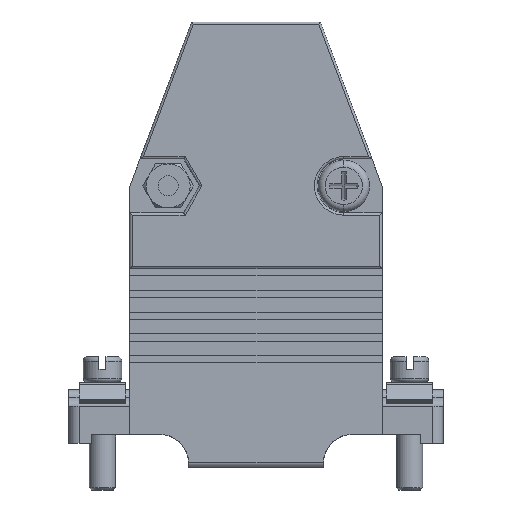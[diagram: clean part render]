
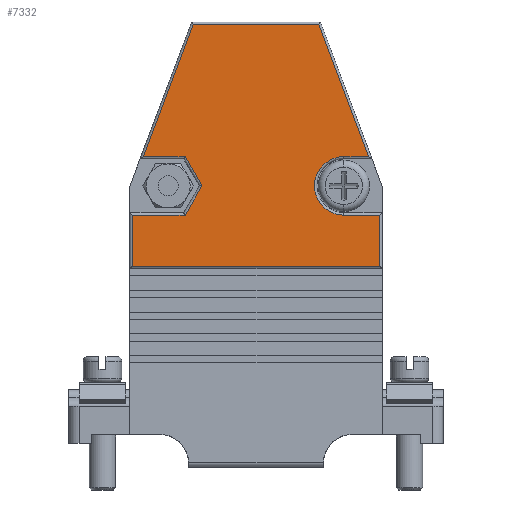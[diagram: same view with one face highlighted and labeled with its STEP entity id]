
A CAD part, front view. The second image highlights one B-rep face of the part: STEP entity #7332.
In plain terms, the highlighted face is planar.
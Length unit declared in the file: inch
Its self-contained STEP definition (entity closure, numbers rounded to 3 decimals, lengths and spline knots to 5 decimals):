
#247 = ORIENTED_EDGE ( 'NONE', *, *, #3263, .T. ) ;
#285 = LINE ( 'NONE', #1411, #476 ) ;
#397 = CARTESIAN_POINT ( 'NONE',  ( 0.99093, 0.31102, -0.575 ) ) ;
#476 = VECTOR ( 'NONE', #2564, 39.37008 ) ;
#567 = ORIENTED_EDGE ( 'NONE', *, *, #3323, .T. ) ;
#648 = CARTESIAN_POINT ( 'NONE',  ( -0.73539, 0.31102, -1.25086 ) ) ;
#745 = ORIENTED_EDGE ( 'NONE', *, *, #3914, .T. ) ;
#752 = ORIENTED_EDGE ( 'NONE', *, *, #3275, .T. ) ;
#757 = VERTEX_POINT ( 'NONE', #5074 ) ;
#801 = VERTEX_POINT ( 'NONE', #7584 ) ;
#865 = DIRECTION ( 'NONE',  ( 0., 0., -1. ) ) ;
#871 = DIRECTION ( 'NONE',  ( 0., 0., -1. ) ) ;
#917 = CARTESIAN_POINT ( 'NONE',  ( 0.99093, 0.31102, -0.01 ) ) ;
#944 = CARTESIAN_POINT ( 'NONE',  ( 0.529, 0.31102, -1.043 ) ) ;
#997 = LINE ( 'NONE', #917, #4547 ) ;
#1012 = ORIENTED_EDGE ( 'NONE', *, *, #2870, .T. ) ;
#1099 = DIRECTION ( 'NONE',  ( 0.5, 0., -0.866 ) ) ;
#1211 = VECTOR ( 'NONE', #1560, 39.37008 ) ;
#1271 = DIRECTION ( 'NONE',  ( 0.352, 0., 0.936 ) ) ;
#1295 = ORIENTED_EDGE ( 'NONE', *, *, #2565, .T. ) ;
#1308 = VECTOR ( 'NONE', #4539, 39.37008 ) ;
#1396 = DIRECTION ( 'NONE',  ( -1., 0., 0. ) ) ;
#1411 = CARTESIAN_POINT ( 'NONE',  ( 0.99093, 0.31102, -0.825 ) ) ;
#1437 = LINE ( 'NONE', #5506, #5051 ) ;
#1560 = DIRECTION ( 'NONE',  ( 0., 0., 1. ) ) ;
#1634 = EDGE_CURVE ( 'NONE', #2300, #4046, #5124, .T. ) ;
#1825 = VECTOR ( 'NONE', #5706, 39.37008 ) ;
#1935 = AXIS2_PLACEMENT_3D ( 'NONE', #6736, #4455, #7351 ) ;
#1949 = VECTOR ( 'NONE', #3237, 39.37008 ) ;
#1965 = VECTOR ( 'NONE', #6167, 39.37008 ) ;
#2065 = VECTOR ( 'NONE', #1271, 39.37008 ) ;
#2094 = DIRECTION ( 'NONE',  ( 0.352, 0., -0.936 ) ) ;
#2144 = CARTESIAN_POINT ( 'NONE',  ( -0.09932, 0.31102, -1.27155 ) ) ;
#2300 = VERTEX_POINT ( 'NONE', #6427 ) ;
#2420 = CARTESIAN_POINT ( 'NONE',  ( 0.48086, 0.31102, -0.575 ) ) ;
#2564 = DIRECTION ( 'NONE',  ( 1., 0., 0. ) ) ;
#2565 = EDGE_CURVE ( 'NONE', #4529, #5089, #3422, .T. ) ;
#2592 = LINE ( 'NONE', #4965, #2848 ) ;
#2678 = CARTESIAN_POINT ( 'NONE',  ( 0.99093, 0.31102, -1.901 ) ) ;
#2700 = ORIENTED_EDGE ( 'NONE', *, *, #5739, .T. ) ;
#2703 = VECTOR ( 'NONE', #2094, 39.37008 ) ;
#2772 = CARTESIAN_POINT ( 'NONE',  ( 0.99093, 0.31102, -1.043 ) ) ;
#2792 = CARTESIAN_POINT ( 'NONE',  ( 0.30283, 0.31102, -0.575 ) ) ;
#2848 = VECTOR ( 'NONE', #865, 39.37008 ) ;
#2870 = EDGE_CURVE ( 'NONE', #757, #7593, #997, .T. ) ;
#2970 = LINE ( 'NONE', #648, #2065 ) ;
#2990 = VERTEX_POINT ( 'NONE', #6948 ) ;
#3067 = CARTESIAN_POINT ( 'NONE',  ( 0.26808, 0.31102, -0.01 ) ) ;
#3237 = DIRECTION ( 'NONE',  ( -1., 0., 0. ) ) ;
#3263 = EDGE_CURVE ( 'NONE', #5704, #4529, #4464, .T. ) ;
#3275 = EDGE_CURVE ( 'NONE', #2990, #4516, #6747, .T. ) ;
#3323 = EDGE_CURVE ( 'NONE', #801, #2300, #6710, .T. ) ;
#3422 = LINE ( 'NONE', #7419, #5399 ) ;
#3558 = CARTESIAN_POINT ( 'NONE',  ( -0.375, 0.31102, -0.825 ) ) ;
#3633 = CARTESIAN_POINT ( 'NONE',  ( 0.30283, 0.31102, -0.825 ) ) ;
#3692 = EDGE_CURVE ( 'NONE', #5061, #5704, #1437, .T. ) ;
#3770 = CARTESIAN_POINT ( 'NONE',  ( -0.529, 0.31102, -1.901 ) ) ;
#3795 = CARTESIAN_POINT ( 'NONE',  ( 0.98157, 0.31102, -1.90452 ) ) ;
#3841 = AXIS2_PLACEMENT_3D ( 'NONE', #2678, #7411, #871 ) ;
#3914 = EDGE_CURVE ( 'NONE', #4046, #2990, #4043, .T. ) ;
#4043 = CIRCLE ( 'NONE', #1935, 0.125 ) ;
#4046 = VERTEX_POINT ( 'NONE', #3558 ) ;
#4170 = EDGE_CURVE ( 'NONE', #4516, #757, #2970, .T. ) ;
#4455 = DIRECTION ( 'NONE',  ( 0., -1., 0. ) ) ;
#4464 = LINE ( 'NONE', #2144, #1825 ) ;
#4516 = VERTEX_POINT ( 'NONE', #4742 ) ;
#4529 = VERTEX_POINT ( 'NONE', #5361 ) ;
#4539 = DIRECTION ( 'NONE',  ( 1., 0., 0. ) ) ;
#4547 = VECTOR ( 'NONE', #6149, 39.37008 ) ;
#4729 = VERTEX_POINT ( 'NONE', #944 ) ;
#4742 = CARTESIAN_POINT ( 'NONE',  ( -0.48086, 0.31102, -0.575 ) ) ;
#4965 = CARTESIAN_POINT ( 'NONE',  ( 0.529, 0.31102, -1.901 ) ) ;
#5051 = VECTOR ( 'NONE', #1396, 39.37008 ) ;
#5061 = VERTEX_POINT ( 'NONE', #2420 ) ;
#5074 = CARTESIAN_POINT ( 'NONE',  ( -0.26808, 0.31102, -0.01 ) ) ;
#5089 = VERTEX_POINT ( 'NONE', #3633 ) ;
#5124 = LINE ( 'NONE', #7482, #1308 ) ;
#5191 = ORIENTED_EDGE ( 'NONE', *, *, #5549, .T. ) ;
#5361 = CARTESIAN_POINT ( 'NONE',  ( 0.23066, 0.31102, -0.7 ) ) ;
#5399 = VECTOR ( 'NONE', #1099, 39.37008 ) ;
#5506 = CARTESIAN_POINT ( 'NONE',  ( 0.99093, 0.31102, -0.575 ) ) ;
#5549 = EDGE_CURVE ( 'NONE', #5089, #6042, #285, .T. ) ;
#5632 = PLANE ( 'NONE',  #3841 ) ;
#5675 = FACE_OUTER_BOUND ( 'NONE', #6668, .T. ) ;
#5704 = VERTEX_POINT ( 'NONE', #2792 ) ;
#5706 = DIRECTION ( 'NONE',  ( -0.5, 0., -0.866 ) ) ;
#5728 = EDGE_CURVE ( 'NONE', #7593, #5061, #7398, .T. ) ;
#5739 = EDGE_CURVE ( 'NONE', #4729, #801, #6208, .T. ) ;
#5771 = CARTESIAN_POINT ( 'NONE',  ( 0.529, 0.31102, -0.825 ) ) ;
#5942 = ORIENTED_EDGE ( 'NONE', *, *, #1634, .T. ) ;
#6042 = VERTEX_POINT ( 'NONE', #5771 ) ;
#6149 = DIRECTION ( 'NONE',  ( 1., 0., 0. ) ) ;
#6167 = DIRECTION ( 'NONE',  ( -1., 0., 0. ) ) ;
#6208 = LINE ( 'NONE', #2772, #1965 ) ;
#6427 = CARTESIAN_POINT ( 'NONE',  ( -0.529, 0.31102, -0.825 ) ) ;
#6668 = EDGE_LOOP ( 'NONE', ( #1295, #5191, #6798, #2700, #567, #5942, #745, #752, #6719, #1012, #7136, #7500, #247 ) ) ;
#6710 = LINE ( 'NONE', #3770, #1211 ) ;
#6719 = ORIENTED_EDGE ( 'NONE', *, *, #4170, .T. ) ;
#6736 = CARTESIAN_POINT ( 'NONE',  ( -0.375, 0.31102, -0.7 ) ) ;
#6747 = LINE ( 'NONE', #397, #1949 ) ;
#6798 = ORIENTED_EDGE ( 'NONE', *, *, #7624, .T. ) ;
#6948 = CARTESIAN_POINT ( 'NONE',  ( -0.375, 0.31102, -0.575 ) ) ;
#7136 = ORIENTED_EDGE ( 'NONE', *, *, #5728, .T. ) ;
#7332 = ADVANCED_FACE ( 'NONE', ( #5675 ), #5632, .F. ) ;
#7351 = DIRECTION ( 'NONE',  ( 0., 0., -1. ) ) ;
#7398 = LINE ( 'NONE', #3795, #2703 ) ;
#7411 = DIRECTION ( 'NONE',  ( 0., -1., 0. ) ) ;
#7419 = CARTESIAN_POINT ( 'NONE',  ( 0.94078, 0.31102, -1.92995 ) ) ;
#7482 = CARTESIAN_POINT ( 'NONE',  ( 0.99093, 0.31102, -0.825 ) ) ;
#7500 = ORIENTED_EDGE ( 'NONE', *, *, #3692, .T. ) ;
#7584 = CARTESIAN_POINT ( 'NONE',  ( -0.529, 0.31102, -1.043 ) ) ;
#7593 = VERTEX_POINT ( 'NONE', #3067 ) ;
#7624 = EDGE_CURVE ( 'NONE', #6042, #4729, #2592, .T. ) ;
